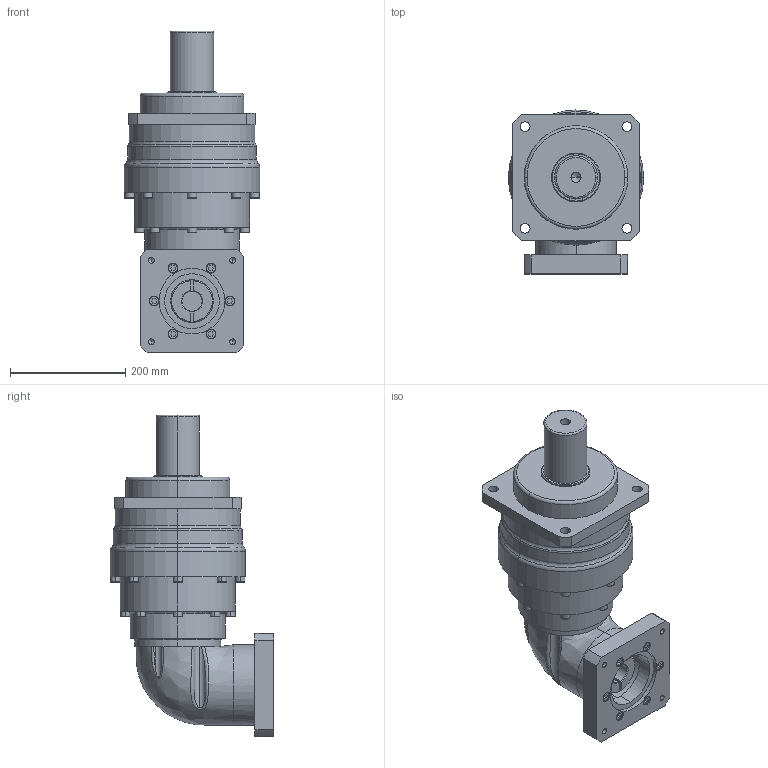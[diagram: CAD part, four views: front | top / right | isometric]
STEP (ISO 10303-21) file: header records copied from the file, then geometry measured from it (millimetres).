
FILE_DESCRIPTION (( 'STEP AP203' ), '1' );
FILE_NAME ('EVS210-L3-35-114.3-200.STEP', '2022-06-27T09:05:31', ( 'PC' ), ( 'Microsoft' ), 'SwSTEP 2.0', 'SolidWorks 2016', '' );
FILE_SCHEMA (( 'CONFIG_CONTROL_DESIGN' ));
Length unit declared in the file: millimetre
Products named in the file (1): EVS210-L3-35-114.3-200
Bounding box: 235 x 284.5 x 559.2 mm (x, y, z)
Volume: 13561424.2 mm3; surface area: 521628.9 mm2
Topology: 1 solids, 1 shells, 419 faces, 1008 edges, 641 vertices
Faces by surface type: plane 216, cylinder 121, torus 60, cone 16, bspline 6
Entity records: 15768 total; most frequent: CARTESIAN_POINT 5752, DIRECTION 2139, ORIENTED_EDGE 1996, EDGE_CURVE 998, AXIS2_PLACEMENT_3D 784, VERTEX_POINT 641, VECTOR 571, LINE 571
